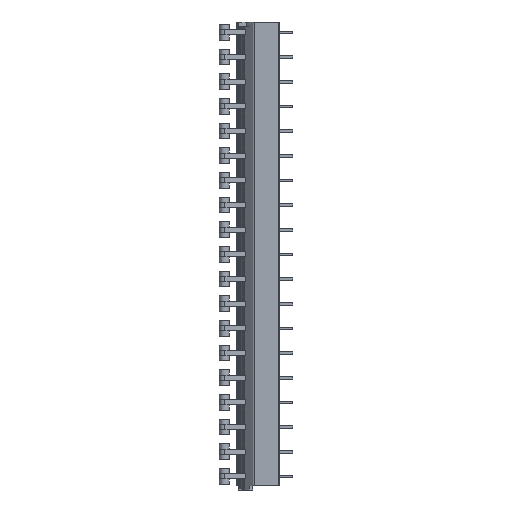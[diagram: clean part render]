
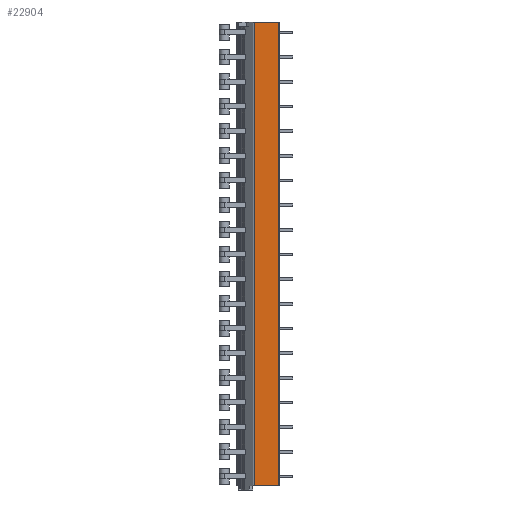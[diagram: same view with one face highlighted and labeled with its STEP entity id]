
A CAD part, left-side view. The second image highlights one B-rep face of the part: STEP entity #22904.
In plain terms, the highlighted planar face has unit normal (-1, 0, 0).
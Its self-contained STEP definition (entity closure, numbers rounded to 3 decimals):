
#30=DIRECTION('',(0.,-1.,0.));
#31=VECTOR('',#30,7.471);
#32=CARTESIAN_POINT('',(0.,7.671,-137.8));
#33=LINE('',#32,#31);
#310=DIRECTION('',(0.,-1.,0.));
#311=VECTOR('',#310,7.471);
#312=CARTESIAN_POINT('',(0.,7.671,3.2));
#313=LINE('',#312,#311);
#643=DIRECTION('',(0.,0.,1.));
#644=VECTOR('',#643,141.);
#645=CARTESIAN_POINT('',(0.,7.671,-137.8));
#646=LINE('',#645,#644);
#647=DIRECTION('',(0.,0.,1.));
#648=VECTOR('',#647,141.);
#649=CARTESIAN_POINT('',(0.,0.2,-137.8));
#650=LINE('',#649,#648);
#18146=CARTESIAN_POINT('',(0.,7.671,-137.8));
#18148=VERTEX_POINT('',#18146);
#18149=CARTESIAN_POINT('',(0.,0.2,-137.8));
#18150=VERTEX_POINT('',#18149);
#18266=CARTESIAN_POINT('',(0.,7.671,3.2));
#18268=VERTEX_POINT('',#18266);
#18269=CARTESIAN_POINT('',(0.,0.2,3.2));
#18270=VERTEX_POINT('',#18269);
#22892=CARTESIAN_POINT('',(0.,7.671,-137.8));
#22893=DIRECTION('',(-1.,0.,0.));
#22894=DIRECTION('',(0.,-1.,0.));
#22895=AXIS2_PLACEMENT_3D('',#22892,#22893,#22894);
#22896=PLANE('',#22895);
#22897=ORIENTED_EDGE('',*,*,#22886,.T.);
#22898=ORIENTED_EDGE('',*,*,#22684,.T.);
#22900=ORIENTED_EDGE('',*,*,#22899,.F.);
#22901=ORIENTED_EDGE('',*,*,#22484,.F.);
#22902=EDGE_LOOP('',(#22897,#22898,#22900,#22901));
#22903=FACE_OUTER_BOUND('',#22902,.F.);
#22904=ADVANCED_FACE('',(#22903),#22896,.T.);
#22484=EDGE_CURVE('',#18148,#18150,#33,.T.);
#22684=EDGE_CURVE('',#18268,#18270,#313,.T.);
#22886=EDGE_CURVE('',#18148,#18268,#646,.T.);
#22899=EDGE_CURVE('',#18150,#18270,#650,.T.);
